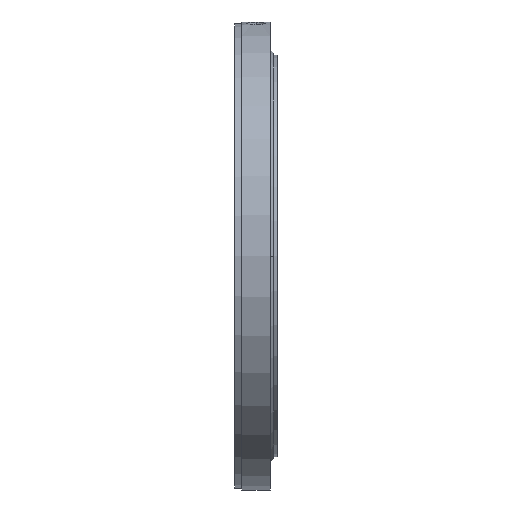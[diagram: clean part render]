
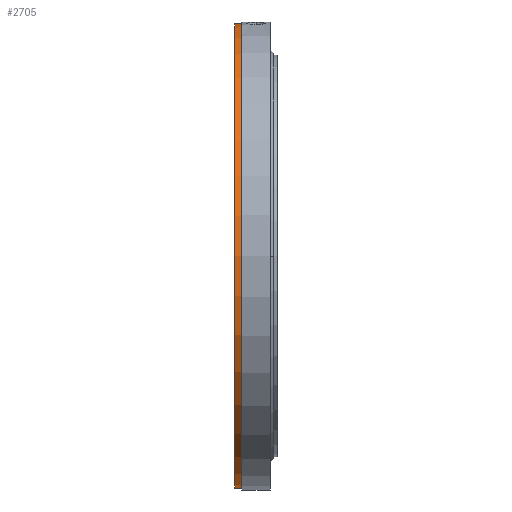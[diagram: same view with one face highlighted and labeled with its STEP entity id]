
A CAD part, left-side view. The second image highlights one B-rep face of the part: STEP entity #2705.
In plain terms, the highlighted cylindrical face has radius 330 mm (diameter 660 mm), a partial arc.
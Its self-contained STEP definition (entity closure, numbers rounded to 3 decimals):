
#265 = LINE ( 'NONE', #4493, #2772 ) ;
#343 = CIRCLE ( 'NONE', #4381, 330. ) ;
#656 = VERTEX_POINT ( 'NONE', #2132 ) ;
#730 = CARTESIAN_POINT ( 'NONE',  ( 0., 20., -330. ) ) ;
#1282 = VERTEX_POINT ( 'NONE', #730 ) ;
#2132 = CARTESIAN_POINT ( 'NONE',  ( 0., 30., -330. ) ) ;
#2705 = ADVANCED_FACE ( 'NONE', ( #4414 ), #4800, .T. ) ;
#2772 = VECTOR ( 'NONE', #22580, 1000. ) ;
#3079 = CARTESIAN_POINT ( 'NONE',  ( 0., -61.11, 0. ) ) ;
#4038 = VERTEX_POINT ( 'NONE', #6621 ) ;
#4381 = AXIS2_PLACEMENT_3D ( 'NONE', #15580, #15557, #15531 ) ;
#4414 = FACE_OUTER_BOUND ( 'NONE', #9559, .T. ) ;
#4493 = CARTESIAN_POINT ( 'NONE',  ( 0., -61.11, -330. ) ) ;
#4781 = EDGE_CURVE ( 'NONE', #13707, #4038, #21115, .T. ) ;
#4800 = CYLINDRICAL_SURFACE ( 'NONE', #7748, 330. ) ;
#5071 = EDGE_CURVE ( 'NONE', #4038, #1282, #343, .T. ) ;
#6621 = CARTESIAN_POINT ( 'NONE',  ( 0., 20., 330. ) ) ;
#6656 = DIRECTION ( 'NONE',  ( 0., 1., 0. ) ) ;
#7269 = CARTESIAN_POINT ( 'NONE',  ( 0., 30., 0. ) ) ;
#7496 = DIRECTION ( 'NONE',  ( 0., 0., 1. ) ) ;
#7582 = DIRECTION ( 'NONE',  ( 0., 0., 1. ) ) ;
#7748 = AXIS2_PLACEMENT_3D ( 'NONE', #3079, #14663, #7582 ) ;
#8385 = CARTESIAN_POINT ( 'NONE',  ( 0., 30., 330. ) ) ;
#9559 = EDGE_LOOP ( 'NONE', ( #16162, #16744, #16596, #16943 ) ) ;
#11011 = EDGE_CURVE ( 'NONE', #656, #13707, #15972, .T. ) ;
#13707 = VERTEX_POINT ( 'NONE', #8385 ) ;
#13747 = DIRECTION ( 'NONE',  ( 0., -1., 0. ) ) ;
#14305 = CARTESIAN_POINT ( 'NONE',  ( 0., -61.11, 330. ) ) ;
#14663 = DIRECTION ( 'NONE',  ( 0., -1., 0. ) ) ;
#15531 = DIRECTION ( 'NONE',  ( 0., 0., 1. ) ) ;
#15557 = DIRECTION ( 'NONE',  ( 0., -1., 0. ) ) ;
#15580 = CARTESIAN_POINT ( 'NONE',  ( 0., 20., 0. ) ) ;
#15972 = CIRCLE ( 'NONE', #22128, 330. ) ;
#16162 = ORIENTED_EDGE ( 'NONE', *, *, #11011, .F. ) ;
#16596 = ORIENTED_EDGE ( 'NONE', *, *, #5071, .F. ) ;
#16744 = ORIENTED_EDGE ( 'NONE', *, *, #18797, .T. ) ;
#16943 = ORIENTED_EDGE ( 'NONE', *, *, #4781, .F. ) ;
#18797 = EDGE_CURVE ( 'NONE', #656, #1282, #265, .T. ) ;
#21115 = LINE ( 'NONE', #14305, #21381 ) ;
#21381 = VECTOR ( 'NONE', #13747, 1000. ) ;
#22128 = AXIS2_PLACEMENT_3D ( 'NONE', #7269, #6656, #7496 ) ;
#22580 = DIRECTION ( 'NONE',  ( 0., -1., 0. ) ) ;
